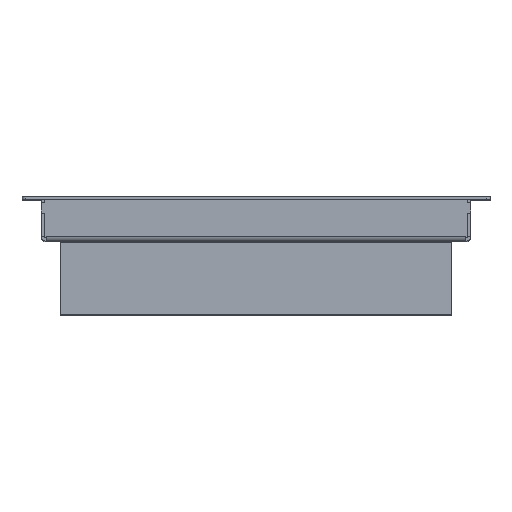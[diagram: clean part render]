
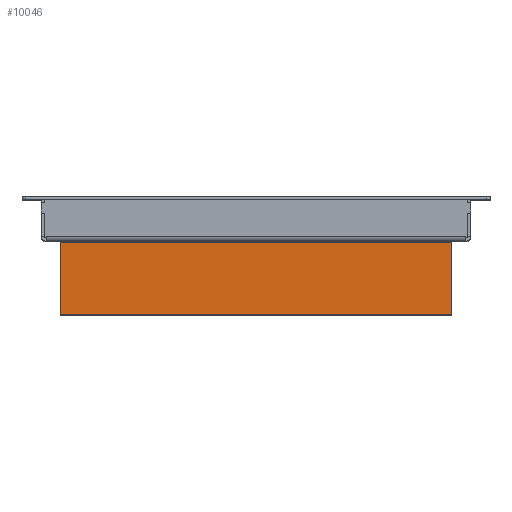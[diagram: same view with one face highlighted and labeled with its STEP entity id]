
A CAD part, top view. The second image highlights one B-rep face of the part: STEP entity #10046.
In plain terms, the highlighted planar face has unit normal (0, 0, 1).
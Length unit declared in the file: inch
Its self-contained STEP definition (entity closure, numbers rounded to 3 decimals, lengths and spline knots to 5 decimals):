
#262 = CARTESIAN_POINT ( 'NONE',  ( -4.50984, -0.029, 3.33661 ) ) ;
#534 = CARTESIAN_POINT ( 'NONE',  ( 0., 0., 3.33661 ) ) ;
#747 = VERTEX_POINT ( 'NONE', #8097 ) ;
#1563 = VERTEX_POINT ( 'NONE', #7425 ) ;
#2020 = DIRECTION ( 'NONE',  ( 0., -1., 0. ) ) ;
#2392 = CARTESIAN_POINT ( 'NONE',  ( 4.50984, 0., 3.33661 ) ) ;
#2667 = EDGE_LOOP ( 'NONE', ( #17616, #10495, #5016, #9606 ) ) ;
#2967 = EDGE_CURVE ( 'NONE', #10603, #6744, #8980, .T. ) ;
#3017 = DIRECTION ( 'NONE',  ( 1., 0., 0. ) ) ;
#3084 = VECTOR ( 'NONE', #6874, 39.37008 ) ;
#3351 = CARTESIAN_POINT ( 'NONE',  ( 0., -1.69291, 3.33661 ) ) ;
#3459 = PLANE ( 'NONE',  #11380 ) ;
#5016 = ORIENTED_EDGE ( 'NONE', *, *, #15924, .T. ) ;
#5043 = VECTOR ( 'NONE', #7512, 39.37008 ) ;
#6727 = LINE ( 'NONE', #2392, #18219 ) ;
#6744 = VERTEX_POINT ( 'NONE', #10866 ) ;
#6874 = DIRECTION ( 'NONE',  ( -1., 0., 0. ) ) ;
#7425 = CARTESIAN_POINT ( 'NONE',  ( 4.50984, -0.029, 3.33661 ) ) ;
#7488 = CARTESIAN_POINT ( 'NONE',  ( -4.50984, 0., 3.33661 ) ) ;
#7512 = DIRECTION ( 'NONE',  ( 0., -1., 0. ) ) ;
#8097 = CARTESIAN_POINT ( 'NONE',  ( 4.50984, -1.69291, 3.33661 ) ) ;
#8370 = CARTESIAN_POINT ( 'NONE',  ( 0., -0.029, 3.33661 ) ) ;
#8980 = LINE ( 'NONE', #7488, #5043 ) ;
#9606 = ORIENTED_EDGE ( 'NONE', *, *, #15454, .T. ) ;
#10046 = ADVANCED_FACE ( 'NONE', ( #11013 ), #3459, .T. ) ;
#10495 = ORIENTED_EDGE ( 'NONE', *, *, #13198, .T. ) ;
#10603 = VERTEX_POINT ( 'NONE', #262 ) ;
#10719 = LINE ( 'NONE', #3351, #17855 ) ;
#10866 = CARTESIAN_POINT ( 'NONE',  ( -4.50984, -1.69291, 3.33661 ) ) ;
#10873 = DIRECTION ( 'NONE',  ( 0., 0., 1. ) ) ;
#11013 = FACE_OUTER_BOUND ( 'NONE', #2667, .T. ) ;
#11380 = AXIS2_PLACEMENT_3D ( 'NONE', #534, #10873, #2020 ) ;
#13198 = EDGE_CURVE ( 'NONE', #6744, #747, #10719, .T. ) ;
#14771 = LINE ( 'NONE', #8370, #3084 ) ;
#15454 = EDGE_CURVE ( 'NONE', #1563, #10603, #14771, .T. ) ;
#15924 = EDGE_CURVE ( 'NONE', #747, #1563, #6727, .T. ) ;
#16980 = DIRECTION ( 'NONE',  ( 0., 1., 0. ) ) ;
#17616 = ORIENTED_EDGE ( 'NONE', *, *, #2967, .T. ) ;
#17855 = VECTOR ( 'NONE', #3017, 39.37008 ) ;
#18219 = VECTOR ( 'NONE', #16980, 39.37008 ) ;
